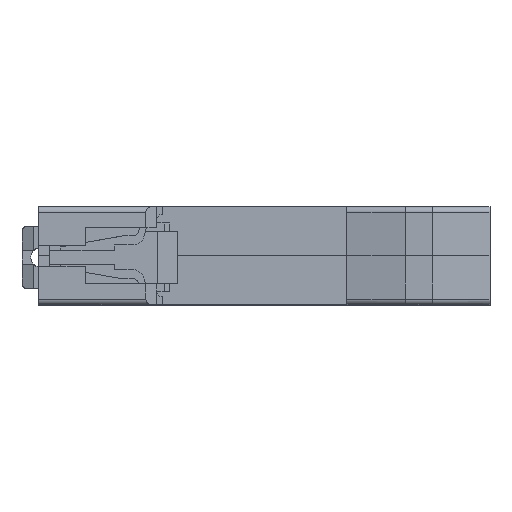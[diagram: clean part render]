
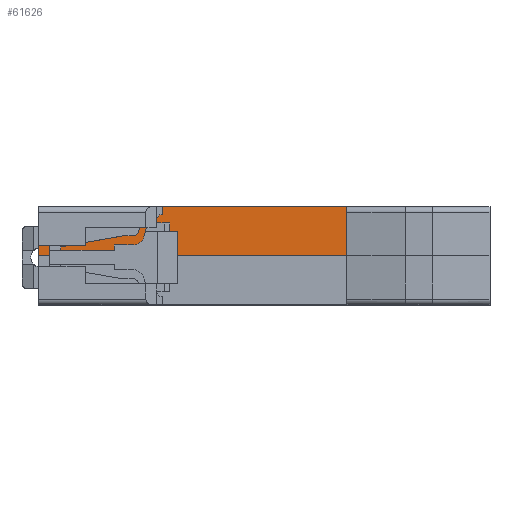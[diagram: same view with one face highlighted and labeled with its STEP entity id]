
A CAD part, top view. The second image highlights one B-rep face of the part: STEP entity #61626.
In plain terms, the highlighted planar face has unit normal (0, 0, -1).
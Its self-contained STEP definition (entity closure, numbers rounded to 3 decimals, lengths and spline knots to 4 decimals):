
#52684=DIRECTION('',(0.,-1.,0.));
#52685=VECTOR('',#52684,0.3504);
#52686=CARTESIAN_POINT('',(2.2842,0.7008,
-0.2165));
#52687=LINE('',#52686,#52685);
#52705=DIRECTION('',(-1.,0.,0.));
#52706=VECTOR('',#52705,1.4173);
#52707=CARTESIAN_POINT('',(2.2842,0.7008,
-0.2165));
#52708=LINE('',#52707,#52706);
#52712=DIRECTION('',(0.,-1.,0.));
#52713=VECTOR('',#52712,0.0591);
#52714=CARTESIAN_POINT('',(0.8669,0.7008,
-0.2165));
#52715=LINE('',#52714,#52713);
#52719=DIRECTION('',(-1.,0.,0.));
#52720=VECTOR('',#52719,0.0197);
#52721=CARTESIAN_POINT('',(0.8669,0.6417,
-0.2165));
#52722=LINE('',#52721,#52720);
#52726=DIRECTION('',(0.707,0.707,0.));
#52727=VECTOR('',#52726,0.0501);
#52728=CARTESIAN_POINT('',(0.8118,0.6063,
-0.2165));
#52729=LINE('',#52728,#52727);
#52733=DIRECTION('',(-1.,0.,0.));
#52734=VECTOR('',#52733,0.0827);
#52735=CARTESIAN_POINT('',(0.8118,0.6063,
-0.2165));
#52736=LINE('',#52735,#52734);
#52740=DIRECTION('',(0.707,-0.707,0.));
#52741=VECTOR('',#52740,0.0278);
#52742=CARTESIAN_POINT('',(0.7094,0.6535,
-0.2165));
#52743=LINE('',#52742,#52741);
#52747=DIRECTION('',(0.902,0.433,0.));
#52748=VECTOR('',#52747,0.1092);
#52749=CARTESIAN_POINT('',(0.611,0.6063,
-0.2165));
#52750=LINE('',#52749,#52748);
#52754=DIRECTION('',(0.857,-0.514,0.));
#52755=VECTOR('',#52754,0.0918);
#52756=CARTESIAN_POINT('',(0.5126,0.6535,
-0.2165));
#52757=LINE('',#52756,#52755);
#52761=DIRECTION('',(0.846,0.533,0.));
#52762=VECTOR('',#52761,0.1256);
#52763=CARTESIAN_POINT('',(0.4063,0.5866,
-0.2165));
#52764=LINE('',#52763,#52762);
#52768=DIRECTION('',(0.,-1.,0.));
#52769=VECTOR('',#52768,0.2362);
#52770=CARTESIAN_POINT('',(-0.0189,0.5866,
-0.2165));
#52771=LINE('',#52770,#52769);
#52796=DIRECTION('',(1.,0.,0.));
#52797=VECTOR('',#52796,2.3031);
#52798=CARTESIAN_POINT('',(-0.0189,0.3504,
-0.2165));
#52799=LINE('',#52798,#52797);
#58312=DIRECTION('',(-1.,0.,0.));
#58313=VECTOR('',#58312,0.4252);
#58314=CARTESIAN_POINT('',(0.4063,0.5866,
-0.2165));
#58315=LINE('',#58314,#58313);
#58354=DIRECTION('',(-1.,0.,0.));
#58355=VECTOR('',#58354,0.0197);
#58356=CARTESIAN_POINT('',(0.611,0.6063,
-0.2165));
#58357=LINE('',#58356,#58355);
#58389=DIRECTION('',(0.,1.,0.));
#58390=VECTOR('',#58389,0.0276);
#58391=CARTESIAN_POINT('',(0.7291,0.6063,
-0.2165));
#58392=LINE('',#58391,#58390);
#59355=CARTESIAN_POINT('',(2.2842,0.7008,
-0.2165));
#59356=VERTEX_POINT('',#59355);
#59357=CARTESIAN_POINT('',(0.8669,0.7008,
-0.2165));
#59358=VERTEX_POINT('',#59357);
#59441=CARTESIAN_POINT('',(-0.0189,0.5866,
-0.2165));
#59442=VERTEX_POINT('',#59441);
#59443=CARTESIAN_POINT('',(-0.0189,0.3504,
-0.2165));
#59444=VERTEX_POINT('',#59443);
#59471=CARTESIAN_POINT('',(0.8118,0.6063,
-0.2165));
#59472=VERTEX_POINT('',#59471);
#59473=CARTESIAN_POINT('',(0.7291,0.6063,
-0.2165));
#59474=VERTEX_POINT('',#59473);
#59481=CARTESIAN_POINT('',(0.8669,0.6417,
-0.2165));
#59482=VERTEX_POINT('',#59481);
#59483=CARTESIAN_POINT('',(0.8472,0.6417,
-0.2165));
#59484=VERTEX_POINT('',#59483);
#59485=CARTESIAN_POINT('',(2.2842,0.3504,
-0.2165));
#59486=VERTEX_POINT('',#59485);
#59487=CARTESIAN_POINT('',(0.7291,0.6339,
-0.2165));
#59488=VERTEX_POINT('',#59487);
#59489=CARTESIAN_POINT('',(0.7094,0.6535,
-0.2165));
#59490=VERTEX_POINT('',#59489);
#59491=CARTESIAN_POINT('',(0.611,0.6063,
-0.2165));
#59492=VERTEX_POINT('',#59491);
#59493=CARTESIAN_POINT('',(0.5913,0.6063,
-0.2165));
#59494=VERTEX_POINT('',#59493);
#59495=CARTESIAN_POINT('',(0.5126,0.6535,
-0.2165));
#59496=VERTEX_POINT('',#59495);
#59497=CARTESIAN_POINT('',(0.4063,0.5866,
-0.2165));
#59498=VERTEX_POINT('',#59497);
#61591=CARTESIAN_POINT('',(1.1327,0.5256,
-0.2165));
#61592=DIRECTION('',(0.,0.,1.));
#61593=DIRECTION('',(1.,0.,0.));
#61594=AXIS2_PLACEMENT_3D('',#61591,#61592,#61593);
#61595=PLANE('',#61594);
#61597=ORIENTED_EDGE('',*,*,#61596,.T.);
#61598=ORIENTED_EDGE('',*,*,#61583,.F.);
#61599=ORIENTED_EDGE('',*,*,#60781,.T.);
#61601=ORIENTED_EDGE('',*,*,#61600,.T.);
#61603=ORIENTED_EDGE('',*,*,#61602,.T.);
#61605=ORIENTED_EDGE('',*,*,#61604,.F.);
#61607=ORIENTED_EDGE('',*,*,#61606,.T.);
#61609=ORIENTED_EDGE('',*,*,#61608,.T.);
#61611=ORIENTED_EDGE('',*,*,#61610,.F.);
#61613=ORIENTED_EDGE('',*,*,#61612,.F.);
#61615=ORIENTED_EDGE('',*,*,#61614,.T.);
#61617=ORIENTED_EDGE('',*,*,#61616,.F.);
#61619=ORIENTED_EDGE('',*,*,#61618,.F.);
#61621=ORIENTED_EDGE('',*,*,#61620,.T.);
#61623=ORIENTED_EDGE('',*,*,#61622,.T.);
#61624=EDGE_LOOP('',(#61597,#61598,#61599,#61601,#61603,#61605,#61607,#61609,
#61611,#61613,#61615,#61617,#61619,#61621,#61623));
#61625=FACE_OUTER_BOUND('',#61624,.F.);
#61626=ADVANCED_FACE('',(#61625),#61595,.F.);
#60781=EDGE_CURVE('',#59356,#59358,#52708,.T.);
#61583=EDGE_CURVE('',#59356,#59486,#52687,.T.);
#61596=EDGE_CURVE('',#59444,#59486,#52799,.T.);
#61600=EDGE_CURVE('',#59358,#59482,#52715,.T.);
#61602=EDGE_CURVE('',#59482,#59484,#52722,.T.);
#61604=EDGE_CURVE('',#59472,#59484,#52729,.T.);
#61606=EDGE_CURVE('',#59472,#59474,#52736,.T.);
#61608=EDGE_CURVE('',#59474,#59488,#58392,.T.);
#61610=EDGE_CURVE('',#59490,#59488,#52743,.T.);
#61612=EDGE_CURVE('',#59492,#59490,#52750,.T.);
#61614=EDGE_CURVE('',#59492,#59494,#58357,.T.);
#61616=EDGE_CURVE('',#59496,#59494,#52757,.T.);
#61618=EDGE_CURVE('',#59498,#59496,#52764,.T.);
#61620=EDGE_CURVE('',#59498,#59442,#58315,.T.);
#61622=EDGE_CURVE('',#59442,#59444,#52771,.T.);
